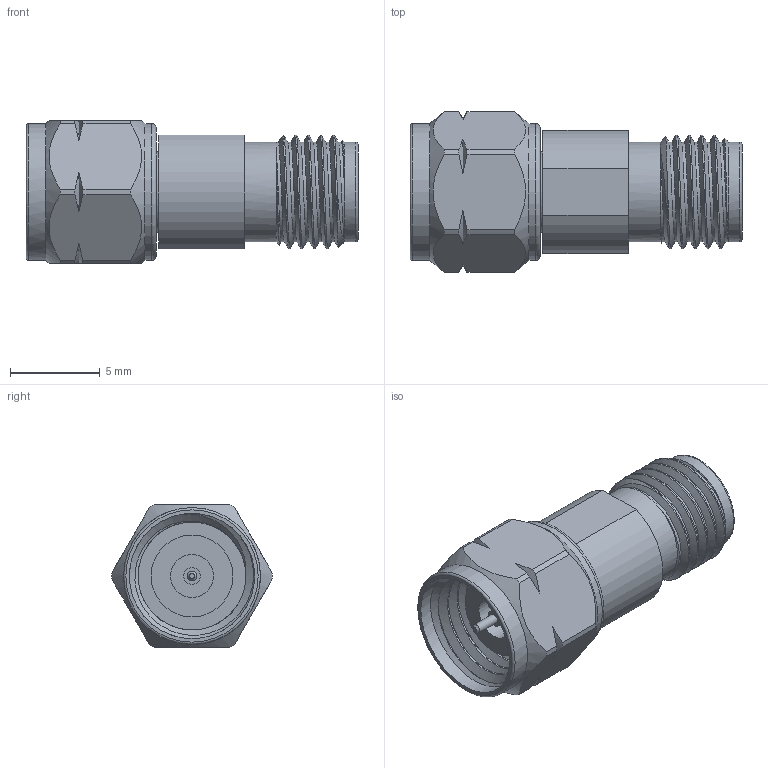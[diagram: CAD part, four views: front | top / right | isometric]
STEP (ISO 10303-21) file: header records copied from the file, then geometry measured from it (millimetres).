
FILE_DESCRIPTION (( 'STEP AP203' ), '1' );
FILE_NAME ('PE9650_3D.step', '2021-04-02T22:53:37', ( '' ), ( '' ), 'SwSTEP 2.0', 'SolidWorks 2020', '' );
FILE_SCHEMA (( 'CONFIG_CONTROL_DESIGN' ));
Length unit declared in the file: inch
Products named in the file (1): PE9650_3D
Bounding box: 18.54 x 8.99 x 7.94 mm (x, y, z)
Volume: 549.2 mm3; surface area: 823.3 mm2
Topology: 1 solids, 1 shells, 93 faces, 232 edges, 152 vertices
Faces by surface type: cylinder 33, plane 29, cone 22, bspline 6, torus 3
Full cylindrical faces by diameter (mm): 0.533 x1, 0.94 x2, 1.194 x1, 2.4 x1, 3.5 x1, 4.514 x1, 4.572 x2, 5.582 x2, 7 x4, 7.641 x2
Entity records: 4793 total; most frequent: CARTESIAN_POINT 2830, ORIENTED_EDGE 380, DIRECTION 370, EDGE_CURVE 190, AXIS2_PLACEMENT_3D 161, VERTEX_POINT 135, EDGE_LOOP 121, FACE_OUTER_BOUND 106
